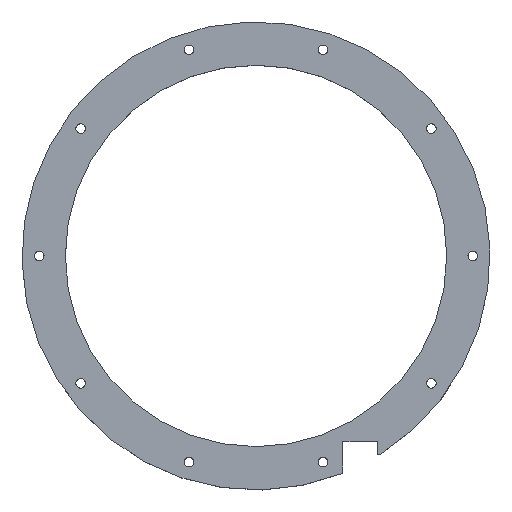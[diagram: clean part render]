
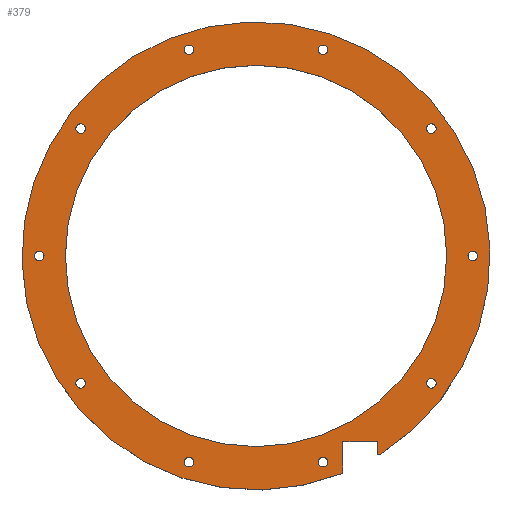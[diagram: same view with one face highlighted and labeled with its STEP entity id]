
A CAD part, top view. The second image highlights one B-rep face of the part: STEP entity #379.
In plain terms, the highlighted planar face has unit normal (0, 0, 1).
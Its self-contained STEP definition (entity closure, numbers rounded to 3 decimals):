
#15=FACE_BOUND('',#64,.T.);
#16=FACE_BOUND('',#65,.T.);
#17=FACE_BOUND('',#66,.T.);
#18=FACE_BOUND('',#67,.T.);
#19=FACE_BOUND('',#68,.T.);
#20=FACE_BOUND('',#69,.T.);
#21=FACE_BOUND('',#70,.T.);
#22=FACE_BOUND('',#71,.T.);
#23=FACE_BOUND('',#72,.T.);
#24=FACE_BOUND('',#73,.T.);
#25=FACE_BOUND('',#74,.T.);
#37=PLANE('',#416);
#44=FACE_OUTER_BOUND('',#63,.T.);
#63=EDGE_LOOP('',(#269,#270,#271,#272,#273,#274));
#64=EDGE_LOOP('',(#275));
#65=EDGE_LOOP('',(#276));
#66=EDGE_LOOP('',(#277));
#67=EDGE_LOOP('',(#278));
#68=EDGE_LOOP('',(#279));
#69=EDGE_LOOP('',(#280));
#70=EDGE_LOOP('',(#281));
#71=EDGE_LOOP('',(#282));
#72=EDGE_LOOP('',(#283));
#73=EDGE_LOOP('',(#284));
#74=EDGE_LOOP('',(#285));
#105=LINE('',#594,#128);
#106=LINE('',#596,#129);
#107=LINE('',#598,#130);
#128=VECTOR('',#476,10.);
#129=VECTOR('',#477,10.);
#130=VECTOR('',#478,10.);
#148=CIRCLE('',#411,1.);
#150=CIRCLE('',#414,135.);
#152=CIRCLE('',#417,1.);
#153=CIRCLE('',#418,2.75);
#154=CIRCLE('',#419,2.75);
#155=CIRCLE('',#420,110.);
#156=CIRCLE('',#421,2.75);
#157=CIRCLE('',#422,2.75);
#158=CIRCLE('',#423,2.75);
#159=CIRCLE('',#424,2.75);
#160=CIRCLE('',#425,2.75);
#161=CIRCLE('',#426,2.75);
#162=CIRCLE('',#427,2.75);
#163=CIRCLE('',#428,2.75);
#176=VERTEX_POINT('',#578);
#177=VERTEX_POINT('',#579);
#180=VERTEX_POINT('',#587);
#182=VERTEX_POINT('',#593);
#183=VERTEX_POINT('',#595);
#184=VERTEX_POINT('',#597);
#185=VERTEX_POINT('',#600);
#186=VERTEX_POINT('',#602);
#187=VERTEX_POINT('',#604);
#188=VERTEX_POINT('',#606);
#189=VERTEX_POINT('',#608);
#190=VERTEX_POINT('',#610);
#191=VERTEX_POINT('',#612);
#192=VERTEX_POINT('',#614);
#193=VERTEX_POINT('',#616);
#194=VERTEX_POINT('',#618);
#195=VERTEX_POINT('',#620);
#210=EDGE_CURVE('',#176,#177,#148,.T.);
#214=EDGE_CURVE('',#180,#177,#150,.T.);
#217=EDGE_CURVE('',#176,#182,#105,.T.);
#218=EDGE_CURVE('',#182,#183,#106,.T.);
#219=EDGE_CURVE('',#183,#184,#107,.T.);
#220=EDGE_CURVE('',#180,#184,#152,.T.);
#221=EDGE_CURVE('',#185,#185,#153,.T.);
#222=EDGE_CURVE('',#186,#186,#154,.T.);
#223=EDGE_CURVE('',#187,#187,#155,.T.);
#224=EDGE_CURVE('',#188,#188,#156,.T.);
#225=EDGE_CURVE('',#189,#189,#157,.T.);
#226=EDGE_CURVE('',#190,#190,#158,.T.);
#227=EDGE_CURVE('',#191,#191,#159,.T.);
#228=EDGE_CURVE('',#192,#192,#160,.T.);
#229=EDGE_CURVE('',#193,#193,#161,.T.);
#230=EDGE_CURVE('',#194,#194,#162,.T.);
#231=EDGE_CURVE('',#195,#195,#163,.T.);
#269=ORIENTED_EDGE('',*,*,#210,.F.);
#270=ORIENTED_EDGE('',*,*,#217,.T.);
#271=ORIENTED_EDGE('',*,*,#218,.T.);
#272=ORIENTED_EDGE('',*,*,#219,.T.);
#273=ORIENTED_EDGE('',*,*,#220,.F.);
#274=ORIENTED_EDGE('',*,*,#214,.T.);
#275=ORIENTED_EDGE('',*,*,#221,.T.);
#276=ORIENTED_EDGE('',*,*,#222,.T.);
#277=ORIENTED_EDGE('',*,*,#223,.T.);
#278=ORIENTED_EDGE('',*,*,#224,.T.);
#279=ORIENTED_EDGE('',*,*,#225,.T.);
#280=ORIENTED_EDGE('',*,*,#226,.T.);
#281=ORIENTED_EDGE('',*,*,#227,.T.);
#282=ORIENTED_EDGE('',*,*,#228,.T.);
#283=ORIENTED_EDGE('',*,*,#229,.T.);
#284=ORIENTED_EDGE('',*,*,#230,.T.);
#285=ORIENTED_EDGE('',*,*,#231,.T.);
#379=ADVANCED_FACE('',(#44,#15,#16,#17,#18,#19,#20,#21,#22,#23,#24,#25),
#37,.T.);
#411=AXIS2_PLACEMENT_3D('',#580,#461,#462);
#414=AXIS2_PLACEMENT_3D('',#588,#469,#470);
#416=AXIS2_PLACEMENT_3D('',#592,#474,#475);
#417=AXIS2_PLACEMENT_3D('',#599,#479,#480);
#418=AXIS2_PLACEMENT_3D('',#601,#481,#482);
#419=AXIS2_PLACEMENT_3D('',#603,#483,#484);
#420=AXIS2_PLACEMENT_3D('',#605,#485,#486);
#421=AXIS2_PLACEMENT_3D('',#607,#487,#488);
#422=AXIS2_PLACEMENT_3D('',#609,#489,#490);
#423=AXIS2_PLACEMENT_3D('',#611,#491,#492);
#424=AXIS2_PLACEMENT_3D('',#613,#493,#494);
#425=AXIS2_PLACEMENT_3D('',#615,#495,#496);
#426=AXIS2_PLACEMENT_3D('',#617,#497,#498);
#427=AXIS2_PLACEMENT_3D('',#619,#499,#500);
#428=AXIS2_PLACEMENT_3D('',#621,#501,#502);
#461=DIRECTION('center_axis',(0.,0.,-1.));
#462=DIRECTION('ref_axis',(0.827,-0.563,0.));
#469=DIRECTION('center_axis',(0.,0.,1.));
#470=DIRECTION('ref_axis',(1.,0.,0.));
#474=DIRECTION('center_axis',(0.,0.,1.));
#475=DIRECTION('ref_axis',(1.,0.,0.));
#476=DIRECTION('',(0.,1.,0.));
#477=DIRECTION('',(1.,0.,0.));
#478=DIRECTION('',(0.,-1.,0.));
#479=DIRECTION('center_axis',(0.,0.,-1.));
#480=DIRECTION('ref_axis',(-0.484,-0.875,0.));
#481=DIRECTION('center_axis',(0.,0.,-1.));
#482=DIRECTION('ref_axis',(1.,0.,0.));
#483=DIRECTION('center_axis',(0.,0.,-1.));
#484=DIRECTION('ref_axis',(1.,0.,0.));
#485=DIRECTION('center_axis',(0.,0.,-1.));
#486=DIRECTION('ref_axis',(1.,0.,0.));
#487=DIRECTION('center_axis',(0.,0.,-1.));
#488=DIRECTION('ref_axis',(1.,0.,0.));
#489=DIRECTION('center_axis',(0.,0.,-1.));
#490=DIRECTION('ref_axis',(1.,0.,0.));
#491=DIRECTION('center_axis',(0.,0.,-1.));
#492=DIRECTION('ref_axis',(1.,0.,0.));
#493=DIRECTION('center_axis',(0.,0.,-1.));
#494=DIRECTION('ref_axis',(1.,0.,0.));
#495=DIRECTION('center_axis',(0.,0.,-1.));
#496=DIRECTION('ref_axis',(1.,0.,0.));
#497=DIRECTION('center_axis',(0.,0.,-1.));
#498=DIRECTION('ref_axis',(1.,0.,0.));
#499=DIRECTION('center_axis',(0.,0.,-1.));
#500=DIRECTION('ref_axis',(1.,0.,0.));
#501=DIRECTION('center_axis',(0.,0.,-1.));
#502=DIRECTION('ref_axis',(1.,0.,0.));
#578=CARTESIAN_POINT('',(50.1,-124.68,30.));
#579=CARTESIAN_POINT('',(49.466,-125.611,30.));
#580=CARTESIAN_POINT('Origin',(49.1,-124.68,30.));
#587=CARTESIAN_POINT('',(71.631,-114.429,30.));
#588=CARTESIAN_POINT('Origin',(0.,0.,30.));
#592=CARTESIAN_POINT('Origin',(0.,0.,30.));
#593=CARTESIAN_POINT('',(50.1,-107.06,30.));
#594=CARTESIAN_POINT('',(50.1,-62.68,30.));
#595=CARTESIAN_POINT('',(70.1,-107.06,30.));
#596=CARTESIAN_POINT('',(25.05,-107.06,30.));
#597=CARTESIAN_POINT('',(70.1,-113.582,30.));
#598=CARTESIAN_POINT('',(70.1,-53.53,30.));
#599=CARTESIAN_POINT('Origin',(71.1,-113.582,30.));
#600=CARTESIAN_POINT('',(122.25,0.,30.));
#601=CARTESIAN_POINT('Origin',(125.,0.,30.));
#602=CARTESIAN_POINT('',(-103.877,73.473,30.));
#603=CARTESIAN_POINT('Origin',(-101.127,73.473,30.));
#604=CARTESIAN_POINT('',(-110.,0.,30.));
#605=CARTESIAN_POINT('Origin',(0.,0.,30.));
#606=CARTESIAN_POINT('',(98.377,-73.473,30.));
#607=CARTESIAN_POINT('Origin',(101.127,-73.473,30.));
#608=CARTESIAN_POINT('',(-41.377,-118.882,30.));
#609=CARTESIAN_POINT('Origin',(-38.627,-118.882,30.));
#610=CARTESIAN_POINT('',(35.877,-118.882,30.));
#611=CARTESIAN_POINT('Origin',(38.627,-118.882,30.));
#612=CARTESIAN_POINT('',(-41.377,118.882,30.));
#613=CARTESIAN_POINT('Origin',(-38.627,118.882,30.));
#614=CARTESIAN_POINT('',(35.877,118.882,30.));
#615=CARTESIAN_POINT('Origin',(38.627,118.882,30.));
#616=CARTESIAN_POINT('',(98.377,73.473,30.));
#617=CARTESIAN_POINT('Origin',(101.127,73.473,30.));
#618=CARTESIAN_POINT('',(-127.75,0.,30.));
#619=CARTESIAN_POINT('Origin',(-125.,0.,30.));
#620=CARTESIAN_POINT('',(-103.877,-73.473,30.));
#621=CARTESIAN_POINT('Origin',(-101.127,-73.473,30.));
